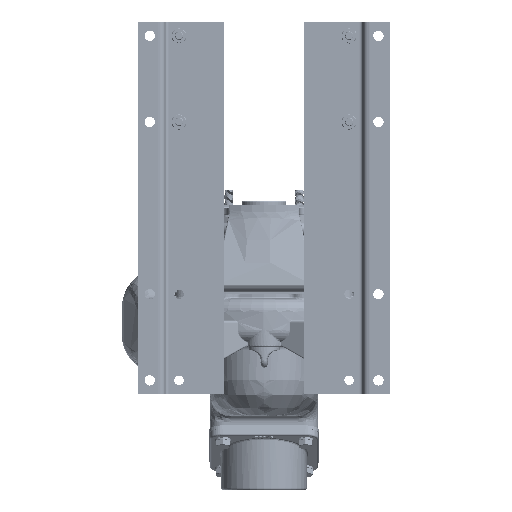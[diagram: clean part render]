
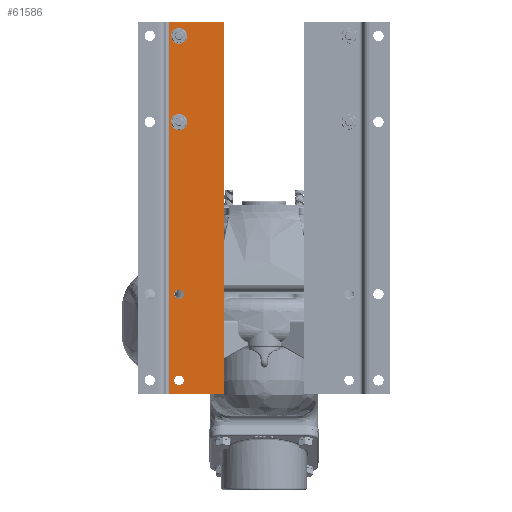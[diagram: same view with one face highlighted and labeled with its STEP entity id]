
A CAD part, front view. The second image highlights one B-rep face of the part: STEP entity #61586.
In plain terms, the highlighted planar face has unit normal (0, -1, 0).
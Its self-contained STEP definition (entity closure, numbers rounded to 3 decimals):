
#1658=FACE_BOUND($,#13617,.T.);
#1659=FACE_BOUND($,#13618,.T.);
#1660=FACE_BOUND($,#13619,.T.);
#1661=FACE_BOUND($,#13620,.T.);
#1662=FACE_BOUND($,#13621,.T.);
#2448=PLANE($,#66877);
#6002=CIRCLE($,#66845,0.172);
#6004=CIRCLE($,#66848,0.172);
#6006=CIRCLE($,#66851,0.172);
#6008=CIRCLE($,#66854,0.172);
#13617=EDGE_LOOP($,(#49613));
#13618=EDGE_LOOP($,(#49614));
#13619=EDGE_LOOP($,(#49615));
#13620=EDGE_LOOP($,(#49616));
#13621=EDGE_LOOP($,(#49617,#49618,#49619,#49620));
#17658=LINE($,#123589,#21415);
#17659=LINE($,#123593,#21416);
#17660=LINE($,#123595,#21417);
#17661=LINE($,#123596,#21418);
#21415=VECTOR($,#78155,13.5);
#21416=VECTOR($,#78160,2.);
#21417=VECTOR($,#78161,13.5);
#21418=VECTOR($,#78162,2.);
#28456=VERTEX_POINT($,#123519);
#28458=VERTEX_POINT($,#123524);
#28460=VERTEX_POINT($,#123529);
#28462=VERTEX_POINT($,#123534);
#28482=VERTEX_POINT($,#123586);
#28483=VERTEX_POINT($,#123588);
#28484=VERTEX_POINT($,#123592);
#28485=VERTEX_POINT($,#123594);
#35863=EDGE_CURVE($,#28456,#28456,#6002,.T.);
#35865=EDGE_CURVE($,#28458,#28458,#6004,.T.);
#35867=EDGE_CURVE($,#28460,#28460,#6006,.T.);
#35869=EDGE_CURVE($,#28462,#28462,#6008,.T.);
#35893=EDGE_CURVE($,#28483,#28482,#17658,.T.);
#35895=EDGE_CURVE($,#28482,#28484,#17659,.T.);
#35896=EDGE_CURVE($,#28485,#28484,#17660,.T.);
#35897=EDGE_CURVE($,#28485,#28483,#17661,.T.);
#49613=ORIENTED_EDGE($,*,*,#35863,.T.);
#49614=ORIENTED_EDGE($,*,*,#35865,.T.);
#49615=ORIENTED_EDGE($,*,*,#35867,.T.);
#49616=ORIENTED_EDGE($,*,*,#35869,.T.);
#49617=ORIENTED_EDGE($,*,*,#35895,.T.);
#49618=ORIENTED_EDGE($,*,*,#35896,.F.);
#49619=ORIENTED_EDGE($,*,*,#35897,.T.);
#49620=ORIENTED_EDGE($,*,*,#35893,.T.);
#61586=ADVANCED_FACE($,(#1658,#1659,#1660,#1661,#1662),#2448,.T.);
#66845=AXIS2_PLACEMENT_3D($,#123520,#78082,#78083);
#66848=AXIS2_PLACEMENT_3D($,#123525,#78088,#78089);
#66851=AXIS2_PLACEMENT_3D($,#123530,#78094,#78095);
#66854=AXIS2_PLACEMENT_3D($,#123535,#78100,#78101);
#66877=AXIS2_PLACEMENT_3D($,#123591,#78158,#78159);
#78082=DIRECTION('center_axis',(0.,1.,0.));
#78083=DIRECTION('ref_axis',(-1.,0.,0.));
#78088=DIRECTION('center_axis',(0.,1.,0.));
#78089=DIRECTION('ref_axis',(-1.,0.,0.));
#78094=DIRECTION('center_axis',(0.,1.,0.));
#78095=DIRECTION('ref_axis',(-1.,0.,0.));
#78100=DIRECTION('center_axis',(0.,1.,0.));
#78101=DIRECTION('ref_axis',(-1.,0.,0.));
#78155=DIRECTION($,(0.,0.,-1.));
#78158=DIRECTION('center_axis',(0.,-1.,0.));
#78159=DIRECTION('ref_axis',(0.,0.,-1.));
#78160=DIRECTION($,(1.,0.,0.));
#78161=DIRECTION($,(0.,0.,-1.));
#78162=DIRECTION($,(-1.,0.,0.));
#123519=CARTESIAN_POINT('',(1.672,0.875,-13.));
#123520=CARTESIAN_POINT('Origin',(1.5,0.875,-13.));
#123524=CARTESIAN_POINT('',(1.672,0.875,-9.875));
#123525=CARTESIAN_POINT('Origin',(1.5,0.875,-9.875));
#123529=CARTESIAN_POINT('',(1.672,0.875,-3.625));
#123530=CARTESIAN_POINT('Origin',(1.5,0.875,-3.625));
#123534=CARTESIAN_POINT('',(1.672,0.875,-0.5));
#123535=CARTESIAN_POINT('Origin',(1.5,0.875,-0.5));
#123586=CARTESIAN_POINT('',(1.125,0.875,-13.5));
#123588=CARTESIAN_POINT('',(1.125,0.875,0.));
#123589=CARTESIAN_POINT($,(1.125,0.875,0.));
#123591=CARTESIAN_POINT('Origin',(1.125,0.875,0.));
#123592=CARTESIAN_POINT('',(3.125,0.875,-13.5));
#123593=CARTESIAN_POINT($,(3.125,0.875,-13.5));
#123594=CARTESIAN_POINT('',(3.125,0.875,0.));
#123595=CARTESIAN_POINT($,(3.125,0.875,0.));
#123596=CARTESIAN_POINT($,(3.125,0.875,0.));
